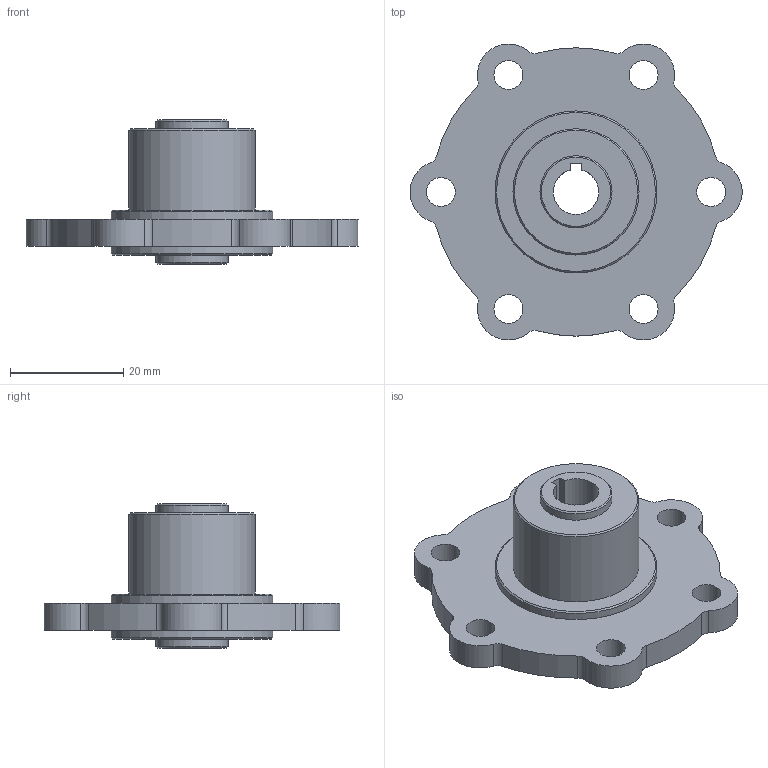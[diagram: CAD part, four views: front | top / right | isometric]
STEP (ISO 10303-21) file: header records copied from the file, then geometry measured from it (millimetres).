
FILE_DESCRIPTION (( 'STEP AP214' ), '1' );
FILE_NAME ('am-4119 8mm Key Hub.STEP', '2019-07-24T19:06:19', ( '' ), ( '' ), 'SwSTEP 2.0', 'SolidWorks 2019', '' );
FILE_SCHEMA (( 'AUTOMOTIVE_DESIGN' ));
Length unit declared in the file: inch
Products named in the file (1): am-4119 8mm Key Hub
Bounding box: 58.51 x 52.15 x 25.4 mm (x, y, z)
Volume: 16619.1 mm3; surface area: 7472.6 mm2
Topology: 1 solids, 1 shells, 51 faces, 127 edges, 83 vertices
Faces by surface type: cylinder 36, plane 10, cone 5
Full cylindrical faces by diameter (mm): 5.105 x6, 12.7 x2, 22.225 x1, 28.55 x2
Entity records: 1546 total; most frequent: DIRECTION 292, CARTESIAN_POINT 246, ORIENTED_EDGE 222, AXIS2_PLACEMENT_3D 129, EDGE_CURVE 111, EDGE_LOOP 86, VERTEX_POINT 83, CIRCLE 77
